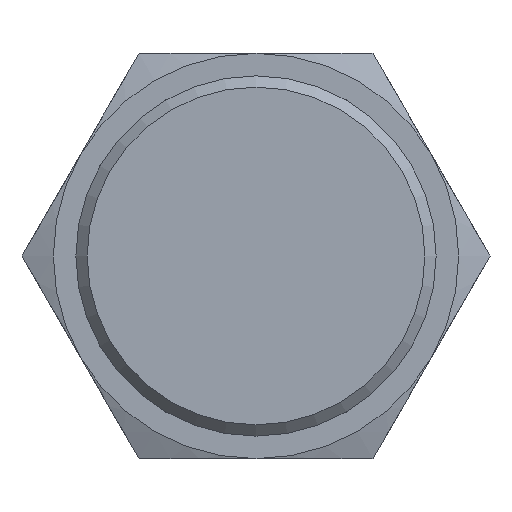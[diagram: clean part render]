
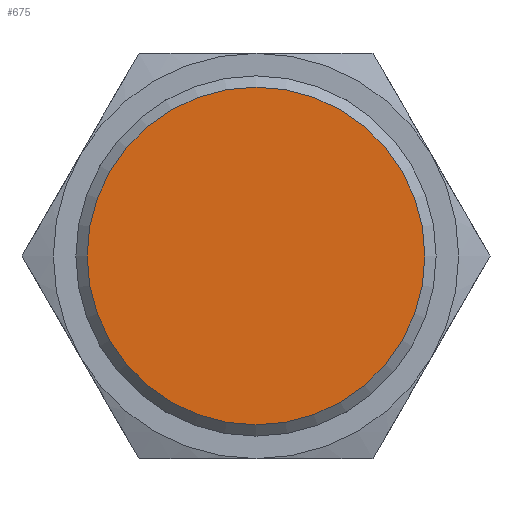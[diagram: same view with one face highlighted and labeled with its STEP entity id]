
A CAD part, front view. The second image highlights one B-rep face of the part: STEP entity #675.
In plain terms, the highlighted planar face has unit normal (0, -1, 0).
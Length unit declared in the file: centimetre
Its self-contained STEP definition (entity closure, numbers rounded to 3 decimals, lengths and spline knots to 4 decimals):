
#146=FACE_OUTER_BOUND('',#193,.T.);
#193=EDGE_LOOP('',(#432));
#261=CIRCLE('',#725,0.75);
#286=VERTEX_POINT('',#974);
#347=EDGE_CURVE('',#286,#286,#261,.T.);
#432=ORIENTED_EDGE('',*,*,#347,.F.);
#602=PLANE('',#724);
#675=ADVANCED_FACE('',(#146),#602,.F.);
#724=AXIS2_PLACEMENT_3D('',#973,#798,#799);
#725=AXIS2_PLACEMENT_3D('',#975,#800,#801);
#798=DIRECTION('center_axis',(0.,1.,0.));
#799=DIRECTION('ref_axis',(0.,0.,1.));
#800=DIRECTION('center_axis',(0.,1.,0.));
#801=DIRECTION('ref_axis',(1.,0.,0.));
#973=CARTESIAN_POINT('Origin',(1.6166,0.28,1.4));
#974=CARTESIAN_POINT('',(0.8666,0.28,1.4));
#975=CARTESIAN_POINT('Origin',(1.6166,0.28,1.4));
